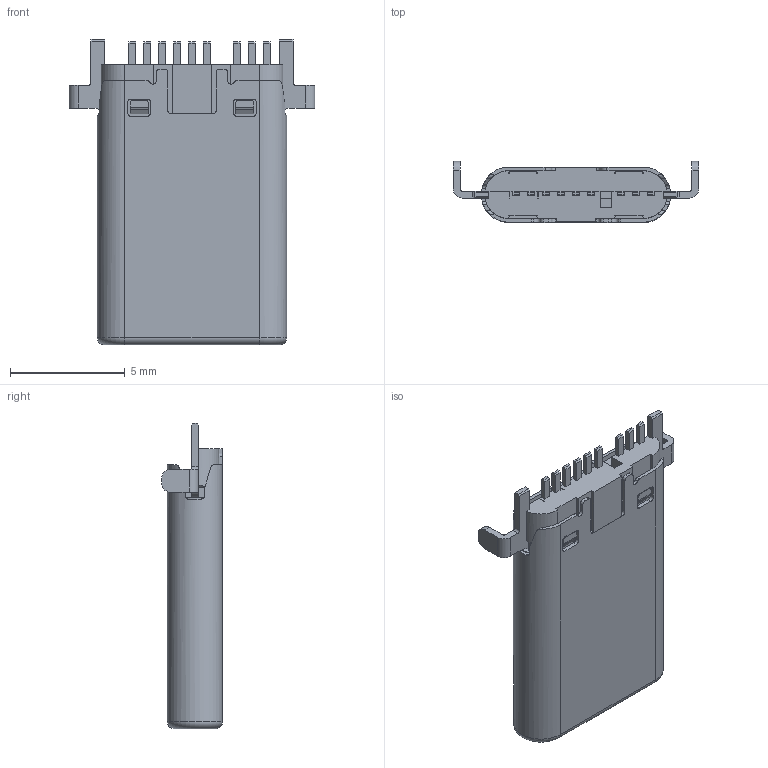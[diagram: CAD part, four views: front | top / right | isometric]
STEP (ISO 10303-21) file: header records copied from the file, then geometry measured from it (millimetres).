
FILE_DESCRIPTION((''),'2;1');
FILE_NAME('XDS-A_TC_2_M_215B','2025-12-20T14:14:09',('Administrator'),(''),'CREO PARAMETRIC BY PTC INC, 2022073','CREO PARAMETRIC BY PTC INC, 2022073','');
FILE_SCHEMA(('CONFIG_CONTROL_DESIGN'));
Length unit declared in the file: millimetre
Products named in the file (1): XDS-A_TC_2_M_215B
Bounding box: 10.7 x 2.65 x 13.3 mm (x, y, z)
Volume: 187.8 mm3; surface area: 447.8 mm2
Topology: 1 solids, 1 shells, 565 faces, 1730 edges, 1147 vertices
Faces by surface type: plane 396, cylinder 165, torus 4
Entity records: 19528 total; most frequent: CARTESIAN_POINT 3669, ORIENTED_EDGE 3460, DIRECTION 3169, EDGE_CURVE 1730, VECTOR 1329, LINE 1329, VERTEX_POINT 1147, AXIS2_PLACEMENT_3D 920
